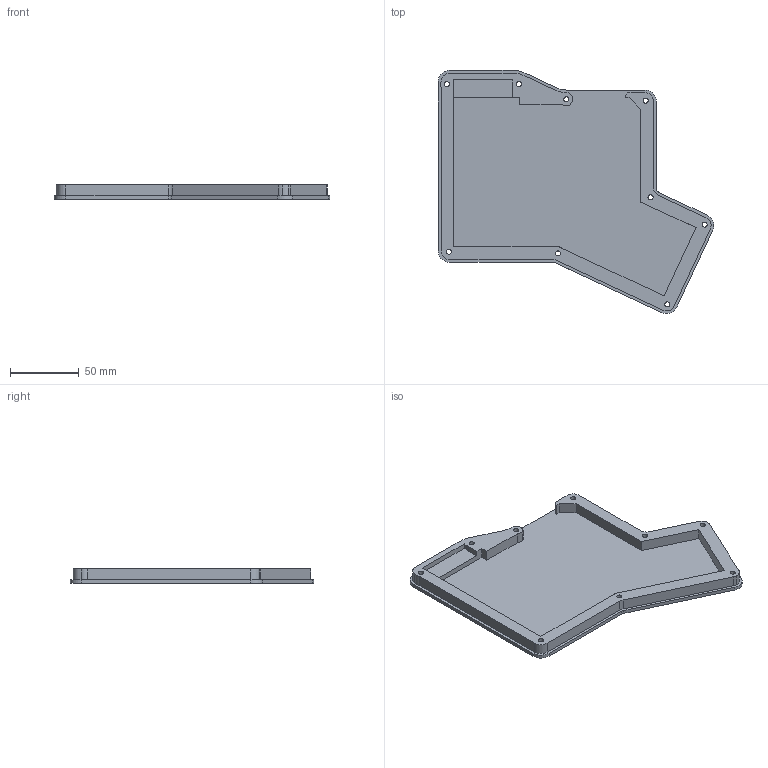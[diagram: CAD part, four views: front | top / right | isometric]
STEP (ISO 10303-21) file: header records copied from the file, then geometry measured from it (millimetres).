
FILE_DESCRIPTION(/* description */ (''),/* implementation_level */ '2;1');
FILE_NAME(/* name */ 'af1b8530-7b15-40c8-989d-211d946c2532.stp',/* time_stamp */ '2016-12-11T20:02:02-08:00',/* author */ (''),/* organization */ (''),/* preprocessor_version */ 'ST-DEVELOPER v16.5',/* originating_system */ 'Autodesk Translation Framework v5.2.0.2920',/* authorisation */ '');
FILE_SCHEMA (('AUTOMOTIVE_DESIGN { 1 0 10303 214 3 1 1 }'));
Length unit declared in the file: inch
Products named in the file (1): Bottom Case v2(Mirror)
Bounding box: 200.6 x 177.1 x 10.54 mm (x, y, z)
Volume: 107054.5 mm3; surface area: 61212.7 mm2
Topology: 1 solids, 1 shells, 90 faces, 261 edges, 174 vertices
Faces by surface type: plane 44, cylinder 37, cone 9
Full cylindrical faces by diameter (mm): 3.708 x9
Entity records: 2877 total; most frequent: DIRECTION 499, CARTESIAN_POINT 490, ORIENTED_EDGE 468, EDGE_CURVE 234, AXIS2_PLACEMENT_3D 174, VERTEX_POINT 165, LINE 151, VECTOR 151
